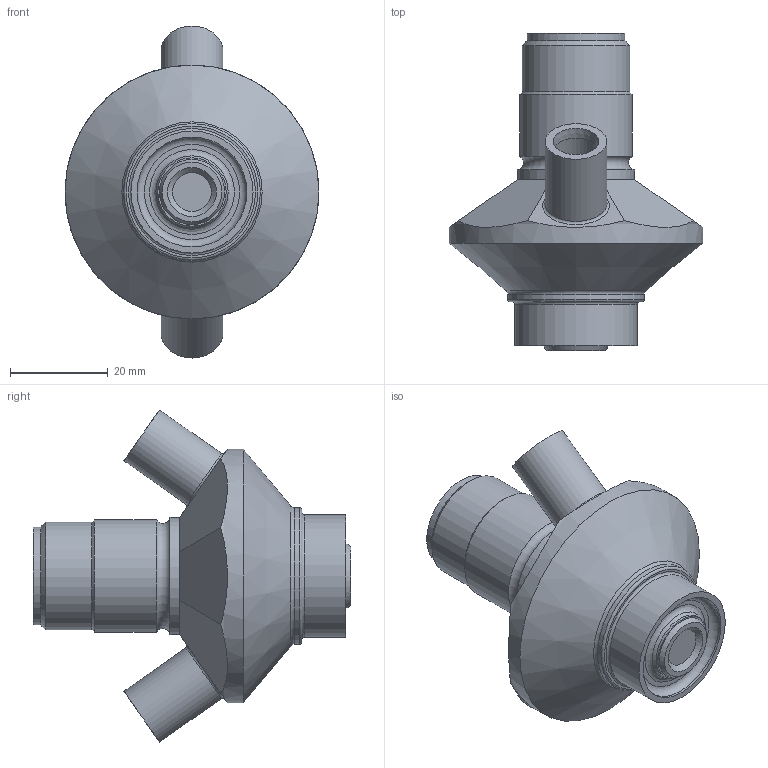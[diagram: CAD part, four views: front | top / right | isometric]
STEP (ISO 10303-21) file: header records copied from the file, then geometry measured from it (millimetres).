
FILE_DESCRIPTION(/* description */ ('This is a sample STEP configuration'),/* implementation_level */ '2;1');
FILE_NAME(/* name */ '850019.stp',/* time_stamp */ '2021-04-20T13:54:26+02:00',/* author */ ('powerJobs'),/* organization */ ('coolOrange'),/* preprocessor_version */ 'ST-DEVELOPER v18',/* originating_system */ 'Autodesk Inventor 2020',/* authorisation */ '');
FILE_SCHEMA (('AUTOMOTIVE_DESIGN { 1 0 10303 214 3 1 1 }'));
Length unit declared in the file: millimetre
Products named in the file (1): 850019
Bounding box: 52 x 65 x 68.01 mm (x, y, z)
Volume: 43808 mm3; surface area: 17431.8 mm2
Topology: 1 solids, 2 shells, 70 faces, 183 edges, 127 vertices
Faces by surface type: plane 24, cylinder 21, cone 16, torus 9
Full cylindrical faces by diameter (mm): 9 x2, 12.7 x2, 14 x3, 18.1 x1, 20 x1, 20.5 x2, 21 x2, 22 x2, 22.5 x1, 23 x1, 24 x1, 25 x1, 28 x1, 52 x1
Entity records: 2496 total; most frequent: CARTESIAN_POINT 531, DIRECTION 427, ORIENTED_EDGE 366, AXIS2_PLACEMENT_3D 189, EDGE_CURVE 183, VERTEX_POINT 127, CIRCLE 109, EDGE_LOOP 86
